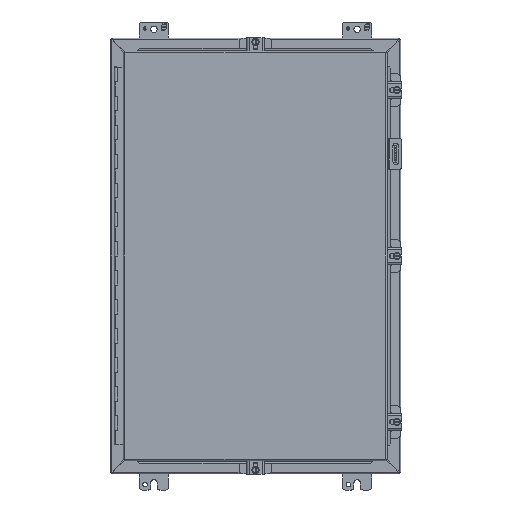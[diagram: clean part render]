
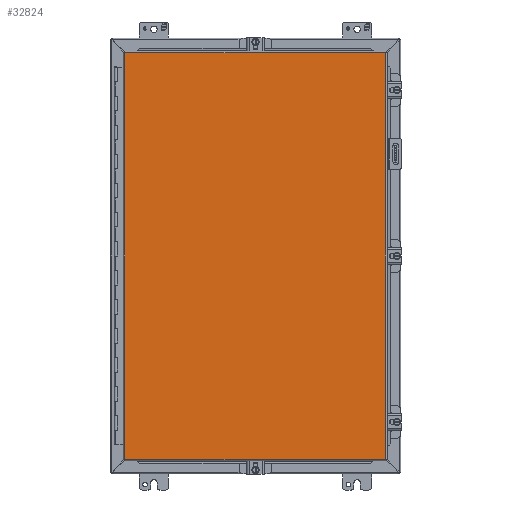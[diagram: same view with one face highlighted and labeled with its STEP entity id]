
A CAD part, front view. The second image highlights one B-rep face of the part: STEP entity #32824.
In plain terms, the highlighted planar face has unit normal (0, -1, 0).
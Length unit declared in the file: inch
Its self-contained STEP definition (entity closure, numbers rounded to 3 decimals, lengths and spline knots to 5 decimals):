
#23 = VERTEX_POINT ( 'NONE', #36164 ) ;
#2594 = AXIS2_PLACEMENT_3D ( 'NONE', #43144, #39062, #5696 ) ;
#5696 = DIRECTION ( 'NONE',  ( 0., 0., -1. ) ) ;
#5927 = CARTESIAN_POINT ( 'NONE',  ( 8.955, -9.21, -13.9945 ) ) ;
#6311 = VERTEX_POINT ( 'NONE', #24139 ) ;
#7369 = ORIENTED_EDGE ( 'NONE', *, *, #26325, .F. ) ;
#7442 = DIRECTION ( 'NONE',  ( 0., 0., -1. ) ) ;
#14080 = PLANE ( 'NONE',  #2594 ) ;
#14515 = EDGE_CURVE ( 'NONE', #45135, #23, #42616, .T. ) ;
#17375 = CARTESIAN_POINT ( 'NONE',  ( -9.017, -9.21, -13.9945 ) ) ;
#20167 = CARTESIAN_POINT ( 'NONE',  ( 8.955, -9.21, 13.9945 ) ) ;
#20319 = EDGE_CURVE ( 'NONE', #6311, #51158, #35192, .T. ) ;
#24139 = CARTESIAN_POINT ( 'NONE',  ( 8.955, -9.21, -13.9945 ) ) ;
#24491 = CARTESIAN_POINT ( 'NONE',  ( -9.017, -9.21, -13.9945 ) ) ;
#25218 = VECTOR ( 'NONE', #51773, 39.37008 ) ;
#26325 = EDGE_CURVE ( 'NONE', #51158, #45135, #38017, .T. ) ;
#26839 = FACE_OUTER_BOUND ( 'NONE', #35833, .T. ) ;
#27256 = LINE ( 'NONE', #20167, #31906 ) ;
#28372 = VECTOR ( 'NONE', #50501, 39.37008 ) ;
#31906 = VECTOR ( 'NONE', #7442, 39.37008 ) ;
#32824 = ADVANCED_FACE ( 'NONE', ( #26839 ), #14080, .T. ) ;
#33237 = ORIENTED_EDGE ( 'NONE', *, *, #20319, .F. ) ;
#34747 = EDGE_CURVE ( 'NONE', #23, #6311, #27256, .T. ) ;
#35192 = LINE ( 'NONE', #5927, #25218 ) ;
#35833 = EDGE_LOOP ( 'NONE', ( #44160, #42672, #7369, #33237 ) ) ;
#36164 = CARTESIAN_POINT ( 'NONE',  ( 8.955, -9.21, 13.9945 ) ) ;
#38006 = DIRECTION ( 'NONE',  ( 1., 0., 0. ) ) ;
#38017 = LINE ( 'NONE', #17375, #28372 ) ;
#38265 = CARTESIAN_POINT ( 'NONE',  ( -9.017, -9.21, 13.9945 ) ) ;
#38774 = VECTOR ( 'NONE', #38006, 39.37008 ) ;
#39062 = DIRECTION ( 'NONE',  ( 0., -1., 0. ) ) ;
#42616 = LINE ( 'NONE', #38265, #38774 ) ;
#42672 = ORIENTED_EDGE ( 'NONE', *, *, #14515, .F. ) ;
#43144 = CARTESIAN_POINT ( 'NONE',  ( -9.017, -9.21, -13.9945 ) ) ;
#44160 = ORIENTED_EDGE ( 'NONE', *, *, #34747, .F. ) ;
#45135 = VERTEX_POINT ( 'NONE', #45923 ) ;
#45923 = CARTESIAN_POINT ( 'NONE',  ( -9.017, -9.21, 13.9945 ) ) ;
#50501 = DIRECTION ( 'NONE',  ( 0., 0., 1. ) ) ;
#51158 = VERTEX_POINT ( 'NONE', #24491 ) ;
#51773 = DIRECTION ( 'NONE',  ( -1., 0., 0. ) ) ;
